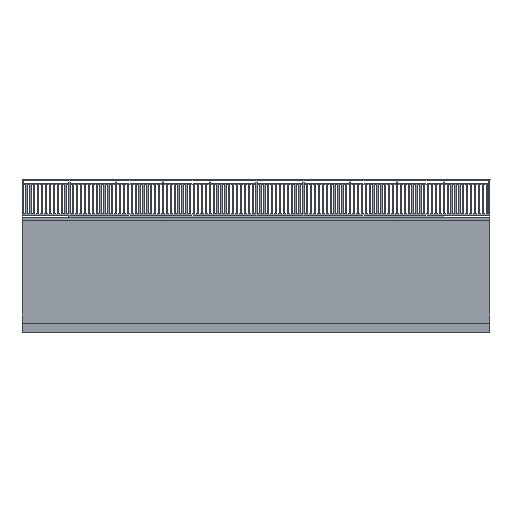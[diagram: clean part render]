
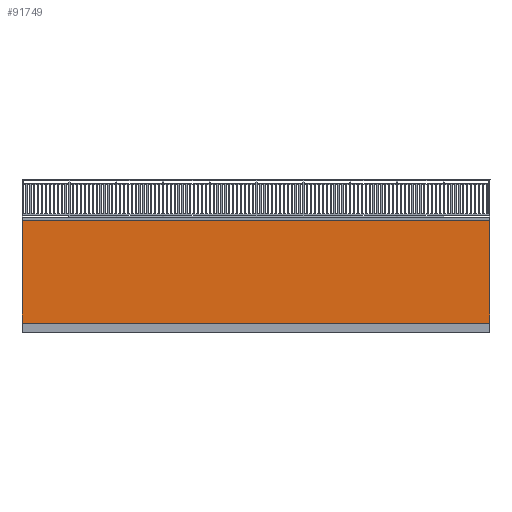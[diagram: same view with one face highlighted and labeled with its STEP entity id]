
A CAD part, left-side view. The second image highlights one B-rep face of the part: STEP entity #91749.
In plain terms, the highlighted planar face has unit normal (-1, 0, 0).
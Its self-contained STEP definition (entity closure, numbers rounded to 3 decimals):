
#5594=PLANE('',#96949);
#10281=FACE_OUTER_BOUND('',#15131,.T.);
#15131=EDGE_LOOP('',(#63365,#63366,#63367,#63368));
#20681=LINE('',#134410,#30183);
#20683=LINE('',#134418,#30185);
#20685=LINE('',#134421,#30187);
#20686=LINE('',#134422,#30188);
#30183=VECTOR('',#106296,0.039);
#30185=VECTOR('',#106302,0.039);
#30187=VECTOR('',#106306,0.039);
#30188=VECTOR('',#106307,0.039);
#39742=VERTEX_POINT('',#134404);
#39744=VERTEX_POINT('',#134408);
#39747=VERTEX_POINT('',#134415);
#39748=VERTEX_POINT('',#134417);
#49174=EDGE_CURVE('',#39744,#39742,#20681,.T.);
#49177=EDGE_CURVE('',#39748,#39747,#20683,.T.);
#49179=EDGE_CURVE('',#39742,#39747,#20685,.T.);
#49180=EDGE_CURVE('',#39744,#39748,#20686,.T.);
#63365=ORIENTED_EDGE('',*,*,#49177,.T.);
#63366=ORIENTED_EDGE('',*,*,#49179,.F.);
#63367=ORIENTED_EDGE('',*,*,#49174,.F.);
#63368=ORIENTED_EDGE('',*,*,#49180,.T.);
#91749=ADVANCED_FACE('',(#10281),#5594,.T.);
#96949=AXIS2_PLACEMENT_3D('',#134420,#106304,#106305);
#106296=DIRECTION('',(0.,0.,-1.));
#106302=DIRECTION('',(0.,0.,-1.));
#106304=DIRECTION('center_axis',(-1.,0.,0.));
#106305=DIRECTION('ref_axis',(0.,0.,1.));
#106306=DIRECTION('',(0.,1.,0.));
#106307=DIRECTION('',(0.,1.,0.));
#134404=CARTESIAN_POINT('',(0.,0.,11.811));
#134408=CARTESIAN_POINT('',(0.,0.,141.732));
#134410=CARTESIAN_POINT('',(0.,0.,72.835));
#134415=CARTESIAN_POINT('',(0.,590.551,11.811));
#134417=CARTESIAN_POINT('',(0.,590.551,141.732));
#134418=CARTESIAN_POINT('',(0.,590.551,74.803));
#134420=CARTESIAN_POINT('Origin',(0.,708.661,72.835));
#134421=CARTESIAN_POINT('',(0.,177.165,11.811));
#134422=CARTESIAN_POINT('',(0.,236.22,141.732));
